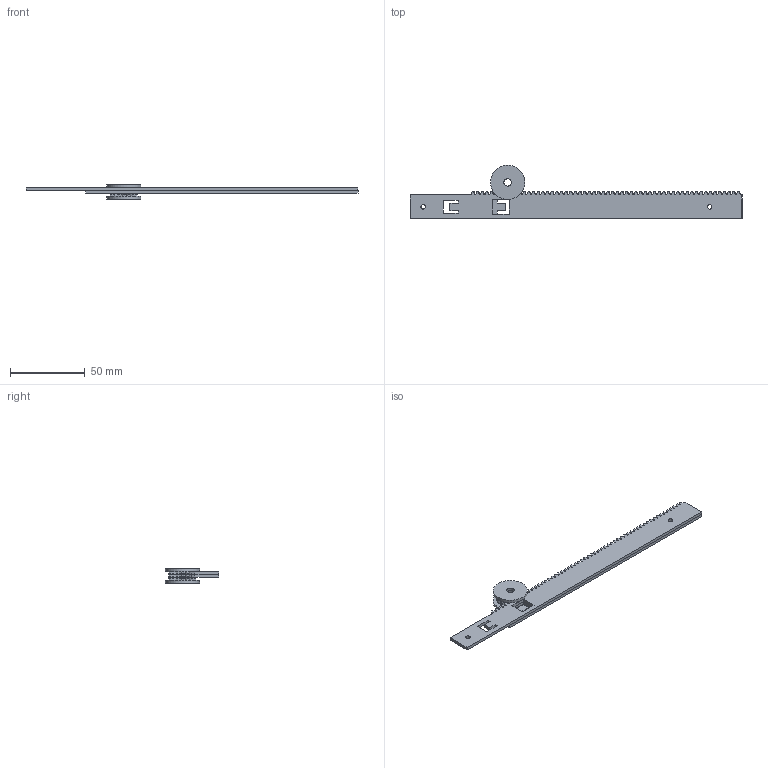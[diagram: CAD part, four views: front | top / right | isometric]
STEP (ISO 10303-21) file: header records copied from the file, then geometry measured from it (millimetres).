
FILE_DESCRIPTION(/* description */ ('Unknown'),/* implementation_level */ '2;1');
FILE_NAME(/* name */ 'RackTest01',/* time_stamp */ '2022-10-06T10:11:01+05:00',/* author */ ('Unknown'),/* organization */ ('Unknown'),/* preprocessor_version */ 'ST-DEVELOPER v18.1',/* originating_system */ 'Solid Edge',/* authorisation */ 'Unknown');
FILE_SCHEMA (('AUTOMOTIVE_DESIGN {1 0 10303 214 3 1 1}'));
Length unit declared in the file: millimetre
Products named in the file (5): RackTest01; Rack counter back lash; Rack Pinion; Rack Pinion Side; Rack
Assembly tree (7 placements, depth 2):
  RackTest01
    Rack counter back lash
    Rack Pinion  x3
    Rack Pinion Side  x2
    Rack
Bounding box: 222.67 x 35.87 x 10 mm (x, y, z)
Volume: 15970 mm3; surface area: 19819.3 mm2
Topology: 7 solids, 7 shells, 1036 faces, 3068 edges, 2046 vertices
Faces by surface type: plane 506, cylinder 434, bspline 96
Full cylindrical faces by diameter (mm): 3 x2, 5 x6, 23 x2
Entity records: 28867 total; most frequent: CARTESIAN_POINT 5958, ORIENTED_EDGE 4944, DIRECTION 4632, EDGE_CURVE 2472, LINE 1804, VECTOR 1804, VERTEX_POINT 1652, AXIS2_PLACEMENT_3D 1414
